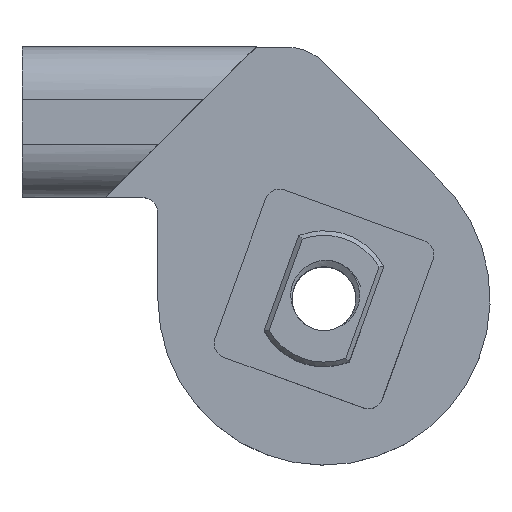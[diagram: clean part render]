
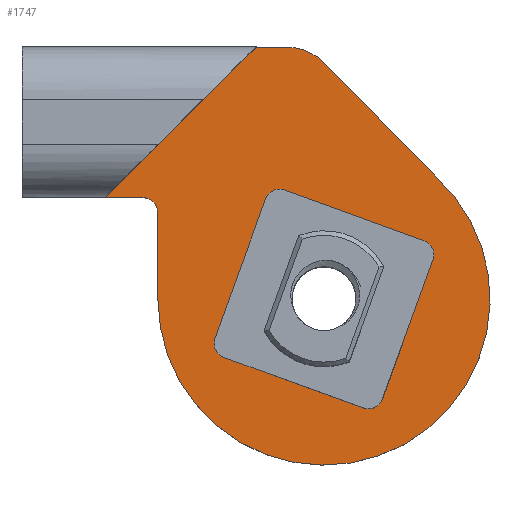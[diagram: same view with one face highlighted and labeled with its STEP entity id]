
A CAD part, top view. The second image highlights one B-rep face of the part: STEP entity #1747.
In plain terms, the highlighted planar face has unit normal (0, 0, 1).
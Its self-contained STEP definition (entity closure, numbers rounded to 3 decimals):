
#23=FACE_BOUND('',#185,.T.);
#31=PLANE('',#1866);
#85=FACE_OUTER_BOUND('',#184,.T.);
#184=EDGE_LOOP('',(#1212,#1213,#1214,#1215,#1216,#1217,#1218,#1219));
#185=EDGE_LOOP('',(#1220,#1221,#1222,#1223,#1224,#1225,#1226,#1227));
#269=CIRCLE('',#1864,3.5);
#271=CIRCLE('',#1867,1.);
#272=CIRCLE('',#1868,11.);
#273=CIRCLE('',#1869,1.);
#274=CIRCLE('',#1870,1.);
#275=CIRCLE('',#1871,1.);
#276=CIRCLE('',#1872,1.);
#440=LINE('',#3408,#561);
#441=LINE('',#3410,#562);
#442=LINE('',#3412,#563);
#443=LINE('',#3416,#564);
#444=LINE('',#3419,#565);
#445=LINE('',#3424,#566);
#446=LINE('',#3428,#567);
#447=LINE('',#3432,#568);
#448=LINE('',#3435,#569);
#561=VECTOR('',#2114,10.);
#562=VECTOR('',#2115,10.);
#563=VECTOR('',#2116,10.);
#564=VECTOR('',#2119,10.);
#565=VECTOR('',#2122,10.);
#566=VECTOR('',#2125,10.);
#567=VECTOR('',#2128,10.);
#568=VECTOR('',#2131,10.);
#569=VECTOR('',#2134,10.);
#713=VERTEX_POINT('',#3398);
#714=VERTEX_POINT('',#3399);
#717=VERTEX_POINT('',#3407);
#718=VERTEX_POINT('',#3409);
#719=VERTEX_POINT('',#3411);
#720=VERTEX_POINT('',#3413);
#721=VERTEX_POINT('',#3415);
#722=VERTEX_POINT('',#3417);
#723=VERTEX_POINT('',#3420);
#724=VERTEX_POINT('',#3421);
#725=VERTEX_POINT('',#3423);
#726=VERTEX_POINT('',#3425);
#727=VERTEX_POINT('',#3427);
#728=VERTEX_POINT('',#3429);
#729=VERTEX_POINT('',#3431);
#730=VERTEX_POINT('',#3433);
#914=EDGE_CURVE('',#713,#714,#269,.T.);
#918=EDGE_CURVE('',#717,#713,#440,.T.);
#919=EDGE_CURVE('',#718,#717,#441,.T.);
#920=EDGE_CURVE('',#719,#718,#442,.T.);
#921=EDGE_CURVE('',#720,#719,#271,.T.);
#922=EDGE_CURVE('',#720,#721,#443,.T.);
#923=EDGE_CURVE('',#721,#722,#272,.T.);
#924=EDGE_CURVE('',#722,#714,#444,.T.);
#925=EDGE_CURVE('',#723,#724,#273,.T.);
#926=EDGE_CURVE('',#725,#723,#445,.T.);
#927=EDGE_CURVE('',#726,#725,#274,.T.);
#928=EDGE_CURVE('',#727,#726,#446,.T.);
#929=EDGE_CURVE('',#728,#727,#275,.T.);
#930=EDGE_CURVE('',#729,#728,#447,.T.);
#931=EDGE_CURVE('',#730,#729,#276,.T.);
#932=EDGE_CURVE('',#724,#730,#448,.T.);
#1212=ORIENTED_EDGE('',*,*,#914,.F.);
#1213=ORIENTED_EDGE('',*,*,#918,.F.);
#1214=ORIENTED_EDGE('',*,*,#919,.F.);
#1215=ORIENTED_EDGE('',*,*,#920,.F.);
#1216=ORIENTED_EDGE('',*,*,#921,.F.);
#1217=ORIENTED_EDGE('',*,*,#922,.T.);
#1218=ORIENTED_EDGE('',*,*,#923,.T.);
#1219=ORIENTED_EDGE('',*,*,#924,.T.);
#1220=ORIENTED_EDGE('',*,*,#925,.F.);
#1221=ORIENTED_EDGE('',*,*,#926,.F.);
#1222=ORIENTED_EDGE('',*,*,#927,.F.);
#1223=ORIENTED_EDGE('',*,*,#928,.F.);
#1224=ORIENTED_EDGE('',*,*,#929,.F.);
#1225=ORIENTED_EDGE('',*,*,#930,.F.);
#1226=ORIENTED_EDGE('',*,*,#931,.F.);
#1227=ORIENTED_EDGE('',*,*,#932,.F.);
#1747=ADVANCED_FACE('',(#85,#23),#31,.T.);
#1864=AXIS2_PLACEMENT_3D('',#3400,#2106,#2107);
#1866=AXIS2_PLACEMENT_3D('',#3406,#2112,#2113);
#1867=AXIS2_PLACEMENT_3D('',#3414,#2117,#2118);
#1868=AXIS2_PLACEMENT_3D('',#3418,#2120,#2121);
#1869=AXIS2_PLACEMENT_3D('',#3422,#2123,#2124);
#1870=AXIS2_PLACEMENT_3D('',#3426,#2126,#2127);
#1871=AXIS2_PLACEMENT_3D('',#3430,#2129,#2130);
#1872=AXIS2_PLACEMENT_3D('',#3434,#2132,#2133);
#2106=DIRECTION('center_axis',(0.,0.,-1.));
#2107=DIRECTION('ref_axis',(0.386,0.922,0.));
#2112=DIRECTION('center_axis',(0.,0.,1.));
#2113=DIRECTION('ref_axis',(1.,0.,0.));
#2114=DIRECTION('',(1.,0.,0.));
#2115=DIRECTION('',(0.708,0.706,0.));
#2116=DIRECTION('',(-1.,0.,0.));
#2117=DIRECTION('center_axis',(0.,0.,1.));
#2118=DIRECTION('ref_axis',(0.707,0.707,0.));
#2119=DIRECTION('',(0.,-1.,0.));
#2120=DIRECTION('center_axis',(0.,0.,1.));
#2121=DIRECTION('ref_axis',(1.,0.,0.));
#2122=DIRECTION('',(-0.701,0.713,0.));
#2123=DIRECTION('center_axis',(0.,0.,1.));
#2124=DIRECTION('ref_axis',(-0.906,-0.423,0.));
#2125=DIRECTION('',(-0.342,-0.94,0.));
#2126=DIRECTION('center_axis',(0.,0.,1.));
#2127=DIRECTION('ref_axis',(-0.423,0.906,0.));
#2128=DIRECTION('',(-0.94,0.342,0.));
#2129=DIRECTION('center_axis',(0.,0.,1.));
#2130=DIRECTION('ref_axis',(0.906,0.423,0.));
#2131=DIRECTION('',(0.342,0.94,0.));
#2132=DIRECTION('center_axis',(0.,0.,1.));
#2133=DIRECTION('ref_axis',(0.423,-0.906,0.));
#2134=DIRECTION('',(0.94,-0.342,0.));
#3398=CARTESIAN_POINT('',(-2.467,16.676,2.));
#3399=CARTESIAN_POINT('',(0.028,15.631,2.));
#3400=CARTESIAN_POINT('Origin',(-2.467,13.176,2.));
#3406=CARTESIAN_POINT('Origin',(-4.5,2.838,2.));
#3407=CARTESIAN_POINT('',(-4.5,16.676,2.));
#3408=CARTESIAN_POINT('',(-4.375,16.676,2.));
#3409=CARTESIAN_POINT('',(-14.5,6.709,2.));
#3410=CARTESIAN_POINT('',(-14.5,6.709,2.));
#3411=CARTESIAN_POINT('',(-12.,6.709,2.));
#3412=CARTESIAN_POINT('',(-13.875,6.709,2.));
#3413=CARTESIAN_POINT('',(-11.,5.709,2.));
#3414=CARTESIAN_POINT('Origin',(-12.,5.709,2.));
#3415=CARTESIAN_POINT('',(-11.,0.,2.));
#3416=CARTESIAN_POINT('',(-11.,6.709,2.));
#3417=CARTESIAN_POINT('',(7.39,8.148,2.));
#3418=CARTESIAN_POINT('Origin',(0.,0.,2.));
#3419=CARTESIAN_POINT('',(-1.,16.676,2.));
#3420=CARTESIAN_POINT('',(-7.22,-2.587,2.));
#3421=CARTESIAN_POINT('',(-6.622,-3.868,2.));
#3422=CARTESIAN_POINT('Origin',(-6.28,-2.929,2.));
#3423=CARTESIAN_POINT('',(-3.868,6.622,2.));
#3424=CARTESIAN_POINT('',(-3.526,7.562,2.));
#3425=CARTESIAN_POINT('',(-2.587,7.22,2.));
#3426=CARTESIAN_POINT('Origin',(-2.929,6.28,2.));
#3427=CARTESIAN_POINT('',(6.622,3.868,2.));
#3428=CARTESIAN_POINT('',(7.562,3.526,2.));
#3429=CARTESIAN_POINT('',(7.22,2.587,2.));
#3430=CARTESIAN_POINT('Origin',(6.28,2.929,2.));
#3431=CARTESIAN_POINT('',(3.868,-6.622,2.));
#3432=CARTESIAN_POINT('',(3.526,-7.562,2.));
#3433=CARTESIAN_POINT('',(2.587,-7.22,2.));
#3434=CARTESIAN_POINT('Origin',(2.929,-6.28,2.));
#3435=CARTESIAN_POINT('',(-7.562,-3.526,2.));
